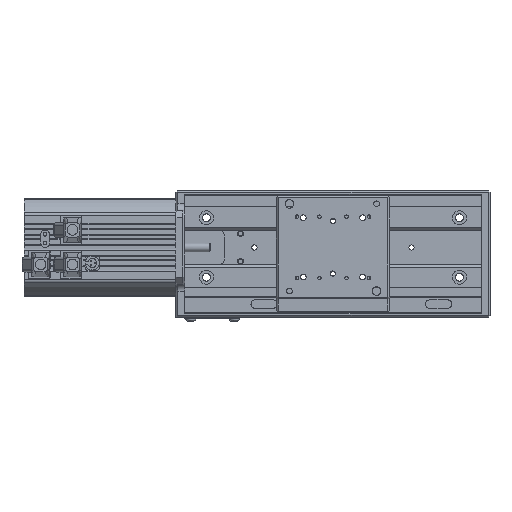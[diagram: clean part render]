
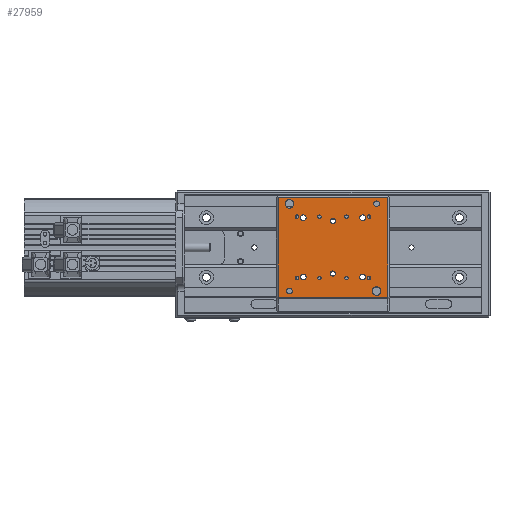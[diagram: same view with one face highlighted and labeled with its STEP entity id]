
A CAD part, top view. The second image highlights one B-rep face of the part: STEP entity #27959.
In plain terms, the highlighted planar face has unit normal (0, 0, 1).
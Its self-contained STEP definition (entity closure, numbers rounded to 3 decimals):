
#27002=CARTESIAN_POINT('',(65.866,-12.69,-9.));
#27003=VERTEX_POINT('',#27002);
#27004=CARTESIAN_POINT('',(64.86,-12.69,-9.));
#27005=DIRECTION('',(0.0,0.0,-1.0));
#27006=DIRECTION('',(1.0,0.0,0.0));
#27007=AXIS2_PLACEMENT_3D('',#27004,#27005,#27006);
#27008=CIRCLE('',#27007,1.006);
#27009=EDGE_CURVE('',#27003,#27003,#27008,.T.);
#27030=CARTESIAN_POINT('',(52.866,-12.69,-9.));
#27031=VERTEX_POINT('',#27030);
#27032=CARTESIAN_POINT('',(51.86,-12.69,-9.));
#27033=DIRECTION('',(0.0,0.0,-1.0));
#27034=DIRECTION('',(1.0,0.0,0.0));
#27035=AXIS2_PLACEMENT_3D('',#27032,#27033,#27034);
#27036=CIRCLE('',#27035,1.006);
#27037=EDGE_CURVE('',#27031,#27031,#27036,.T.);
#27058=CARTESIAN_POINT('',(65.866,22.49,-9.));
#27059=VERTEX_POINT('',#27058);
#27060=CARTESIAN_POINT('',(64.86,22.49,-9.));
#27061=DIRECTION('',(0.0,0.0,-1.0));
#27062=DIRECTION('',(1.0,0.0,0.0));
#27063=AXIS2_PLACEMENT_3D('',#27060,#27061,#27062);
#27064=CIRCLE('',#27063,1.006);
#27065=EDGE_CURVE('',#27059,#27059,#27064,.T.);
#27086=CARTESIAN_POINT('',(52.866,22.49,-9.));
#27087=VERTEX_POINT('',#27086);
#27088=CARTESIAN_POINT('',(51.86,22.49,-9.));
#27089=DIRECTION('',(0.0,0.0,-1.0));
#27090=DIRECTION('',(1.0,0.0,0.0));
#27091=AXIS2_PLACEMENT_3D('',#27088,#27089,#27090);
#27092=CIRCLE('',#27091,1.006);
#27093=EDGE_CURVE('',#27087,#27087,#27092,.T.);
#27114=CARTESIAN_POINT('',(37.366,-12.69,-9.));
#27115=VERTEX_POINT('',#27114);
#27116=CARTESIAN_POINT('',(36.36,-12.69,-9.));
#27117=DIRECTION('',(0.0,0.0,-1.0));
#27118=DIRECTION('',(1.0,0.0,0.0));
#27119=AXIS2_PLACEMENT_3D('',#27116,#27117,#27118);
#27120=CIRCLE('',#27119,1.006);
#27121=EDGE_CURVE('',#27115,#27115,#27120,.T.);
#27142=CARTESIAN_POINT('',(24.366,-12.69,-9.));
#27143=VERTEX_POINT('',#27142);
#27144=CARTESIAN_POINT('',(23.36,-12.69,-9.));
#27145=DIRECTION('',(0.0,0.0,-1.0));
#27146=DIRECTION('',(1.0,0.0,0.0));
#27147=AXIS2_PLACEMENT_3D('',#27144,#27145,#27146);
#27148=CIRCLE('',#27147,1.006);
#27149=EDGE_CURVE('',#27143,#27143,#27148,.T.);
#27170=CARTESIAN_POINT('',(37.366,22.49,-9.));
#27171=VERTEX_POINT('',#27170);
#27172=CARTESIAN_POINT('',(36.36,22.49,-9.));
#27173=DIRECTION('',(0.0,0.0,-1.0));
#27174=DIRECTION('',(1.0,0.0,0.0));
#27175=AXIS2_PLACEMENT_3D('',#27172,#27173,#27174);
#27176=CIRCLE('',#27175,1.006);
#27177=EDGE_CURVE('',#27171,#27171,#27176,.T.);
#27198=CARTESIAN_POINT('',(24.366,22.49,-9.));
#27199=VERTEX_POINT('',#27198);
#27200=CARTESIAN_POINT('',(23.36,22.49,-9.));
#27201=DIRECTION('',(0.0,0.0,-1.0));
#27202=DIRECTION('',(1.0,0.0,0.0));
#27203=AXIS2_PLACEMENT_3D('',#27200,#27201,#27202);
#27204=CIRCLE('',#27203,1.006);
#27205=EDGE_CURVE('',#27199,#27199,#27204,.T.);
#27252=CARTESIAN_POINT('',(75.61,-23.6,-9.));
#27253=VERTEX_POINT('',#27252);
#27395=CARTESIAN_POINT('',(12.61,-23.6,-9.));
#27396=VERTEX_POINT('',#27395);
#27434=CARTESIAN_POINT('',(12.61,-23.6,-9.));
#27435=DIRECTION('',(1.0,0.0,0.0));
#27436=VECTOR('',#27435,63.);
#27437=LINE('',#27434,#27436);
#27438=EDGE_CURVE('',#27396,#27253,#27437,.T.);
#27723=CARTESIAN_POINT('',(75.61,33.4,-9.));
#27724=VERTEX_POINT('',#27723);
#27731=CARTESIAN_POINT('',(75.61,33.4,-9.));
#27732=DIRECTION('',(0.0,-1.0,0.0));
#27733=VECTOR('',#27732,57.);
#27734=LINE('',#27731,#27733);
#27735=EDGE_CURVE('',#27724,#27253,#27734,.T.);
#27755=CARTESIAN_POINT('',(12.61,33.4,-9.));
#27756=VERTEX_POINT('',#27755);
#27763=CARTESIAN_POINT('',(12.61,33.4,-9.));
#27764=DIRECTION('',(1.0,0.0,0.0));
#27765=VECTOR('',#27764,63.);
#27766=LINE('',#27763,#27765);
#27767=EDGE_CURVE('',#27756,#27724,#27766,.T.);
#27802=CARTESIAN_POINT('',(12.61,-23.6,-9.));
#27803=DIRECTION('',(0.0,1.0,0.0));
#27804=VECTOR('',#27803,57.);
#27805=LINE('',#27802,#27804);
#27806=EDGE_CURVE('',#27396,#27756,#27805,.T.);
#27814=CARTESIAN_POINT('',(44.11,4.9,-9.));
#27815=DIRECTION('',(0.0,0.0,1.0));
#27816=DIRECTION('',(1.0,0.0,0.0));
#27817=AXIS2_PLACEMENT_3D('',#27814,#27815,#27816);
#27818=PLANE('',#27817);
#27819=ORIENTED_EDGE('',*,*,#27806,.F.);
#27820=ORIENTED_EDGE('',*,*,#27438,.T.);
#27821=ORIENTED_EDGE('',*,*,#27735,.F.);
#27822=ORIENTED_EDGE('',*,*,#27767,.F.);
#27823=EDGE_LOOP('',(#27819,#27820,#27821,#27822));
#27824=FACE_OUTER_BOUND('',#27823,.T.);
#27825=ORIENTED_EDGE('',*,*,#27009,.T.);
#27826=EDGE_LOOP('',(#27825));
#27827=FACE_BOUND('',#27826,.T.);
#27828=ORIENTED_EDGE('',*,*,#27037,.T.);
#27829=EDGE_LOOP('',(#27828));
#27830=FACE_BOUND('',#27829,.T.);
#27831=ORIENTED_EDGE('',*,*,#27065,.T.);
#27832=EDGE_LOOP('',(#27831));
#27833=FACE_BOUND('',#27832,.T.);
#27834=ORIENTED_EDGE('',*,*,#27093,.T.);
#27835=EDGE_LOOP('',(#27834));
#27836=FACE_BOUND('',#27835,.T.);
#27837=ORIENTED_EDGE('',*,*,#27121,.T.);
#27838=EDGE_LOOP('',(#27837));
#27839=FACE_BOUND('',#27838,.T.);
#27840=ORIENTED_EDGE('',*,*,#27149,.T.);
#27841=EDGE_LOOP('',(#27840));
#27842=FACE_BOUND('',#27841,.T.);
#27843=ORIENTED_EDGE('',*,*,#27177,.T.);
#27844=EDGE_LOOP('',(#27843));
#27845=FACE_BOUND('',#27844,.T.);
#27846=ORIENTED_EDGE('',*,*,#27205,.T.);
#27847=EDGE_LOOP('',(#27846));
#27848=FACE_BOUND('',#27847,.T.);
#27849=CARTESIAN_POINT('',(42.61,19.9,-9.));
#27850=VERTEX_POINT('',#27849);
#27851=CARTESIAN_POINT('',(44.11,19.9,-9.));
#27852=DIRECTION('',(0.0,0.0,1.0));
#27853=DIRECTION('',(1.0,0.0,0.0));
#27854=AXIS2_PLACEMENT_3D('',#27851,#27852,#27853);
#27855=CIRCLE('',#27854,1.5);
#27856=EDGE_CURVE('',#27850,#27850,#27855,.T.);
#27857=ORIENTED_EDGE('',*,*,#27856,.F.);
#27858=EDGE_LOOP('',(#27857));
#27859=FACE_BOUND('',#27858,.T.);
#27860=CARTESIAN_POINT('',(42.61,-10.1,-9.));
#27861=VERTEX_POINT('',#27860);
#27862=CARTESIAN_POINT('',(44.11,-10.1,-9.));
#27863=DIRECTION('',(0.0,0.0,1.0));
#27864=DIRECTION('',(1.0,0.0,0.0));
#27865=AXIS2_PLACEMENT_3D('',#27862,#27863,#27864);
#27866=CIRCLE('',#27865,1.5);
#27867=EDGE_CURVE('',#27861,#27861,#27866,.T.);
#27868=ORIENTED_EDGE('',*,*,#27867,.F.);
#27869=EDGE_LOOP('',(#27868));
#27870=FACE_BOUND('',#27869,.T.);
#27871=CARTESIAN_POINT('',(25.489,21.9,-9.));
#27872=VERTEX_POINT('',#27871);
#27873=CARTESIAN_POINT('',(27.11,21.9,-9.));
#27874=DIRECTION('',(0.0,0.0,1.0));
#27875=DIRECTION('',(1.0,0.0,0.0));
#27876=AXIS2_PLACEMENT_3D('',#27873,#27874,#27875);
#27877=CIRCLE('',#27876,1.621);
#27878=EDGE_CURVE('',#27872,#27872,#27877,.T.);
#27879=ORIENTED_EDGE('',*,*,#27878,.F.);
#27880=EDGE_LOOP('',(#27879));
#27881=FACE_BOUND('',#27880,.T.);
#27882=CARTESIAN_POINT('',(25.489,-12.1,-9.));
#27883=VERTEX_POINT('',#27882);
#27884=CARTESIAN_POINT('',(27.11,-12.1,-9.));
#27885=DIRECTION('',(0.0,0.0,1.0));
#27886=DIRECTION('',(1.0,0.0,0.0));
#27887=AXIS2_PLACEMENT_3D('',#27884,#27885,#27886);
#27888=CIRCLE('',#27887,1.621);
#27889=EDGE_CURVE('',#27883,#27883,#27888,.T.);
#27890=ORIENTED_EDGE('',*,*,#27889,.F.);
#27891=EDGE_LOOP('',(#27890));
#27892=FACE_BOUND('',#27891,.T.);
#27893=CARTESIAN_POINT('',(59.489,21.9,-9.));
#27894=VERTEX_POINT('',#27893);
#27895=CARTESIAN_POINT('',(61.11,21.9,-9.));
#27896=DIRECTION('',(0.0,0.0,1.0));
#27897=DIRECTION('',(1.0,0.0,0.0));
#27898=AXIS2_PLACEMENT_3D('',#27895,#27896,#27897);
#27899=CIRCLE('',#27898,1.621);
#27900=EDGE_CURVE('',#27894,#27894,#27899,.T.);
#27901=ORIENTED_EDGE('',*,*,#27900,.F.);
#27902=EDGE_LOOP('',(#27901));
#27903=FACE_BOUND('',#27902,.T.);
#27904=CARTESIAN_POINT('',(59.489,-12.1,-9.));
#27905=VERTEX_POINT('',#27904);
#27906=CARTESIAN_POINT('',(61.11,-12.1,-9.));
#27907=DIRECTION('',(0.0,0.0,1.0));
#27908=DIRECTION('',(1.0,0.0,0.0));
#27909=AXIS2_PLACEMENT_3D('',#27906,#27907,#27908);
#27910=CIRCLE('',#27909,1.621);
#27911=EDGE_CURVE('',#27905,#27905,#27910,.T.);
#27912=ORIENTED_EDGE('',*,*,#27911,.F.);
#27913=EDGE_LOOP('',(#27912));
#27914=FACE_BOUND('',#27913,.T.);
#27915=CARTESIAN_POINT('',(67.489,29.9,-9.));
#27916=VERTEX_POINT('',#27915);
#27917=CARTESIAN_POINT('',(69.11,29.9,-9.));
#27918=DIRECTION('',(0.0,0.0,1.0));
#27919=DIRECTION('',(1.0,0.0,0.0));
#27920=AXIS2_PLACEMENT_3D('',#27917,#27918,#27919);
#27921=CIRCLE('',#27920,1.621);
#27922=EDGE_CURVE('',#27916,#27916,#27921,.T.);
#27923=ORIENTED_EDGE('',*,*,#27922,.F.);
#27924=EDGE_LOOP('',(#27923));
#27925=FACE_BOUND('',#27924,.T.);
#27926=CARTESIAN_POINT('',(17.489,-20.1,-9.));
#27927=VERTEX_POINT('',#27926);
#27928=CARTESIAN_POINT('',(19.11,-20.1,-9.));
#27929=DIRECTION('',(0.0,0.0,1.0));
#27930=DIRECTION('',(1.0,0.0,0.0));
#27931=AXIS2_PLACEMENT_3D('',#27928,#27929,#27930);
#27932=CIRCLE('',#27931,1.621);
#27933=EDGE_CURVE('',#27927,#27927,#27932,.T.);
#27934=ORIENTED_EDGE('',*,*,#27933,.F.);
#27935=EDGE_LOOP('',(#27934));
#27936=FACE_BOUND('',#27935,.T.);
#27937=CARTESIAN_POINT('',(16.651,29.9,-9.));
#27938=VERTEX_POINT('',#27937);
#27939=CARTESIAN_POINT('',(19.11,29.9,-9.));
#27940=DIRECTION('',(0.0,0.0,1.0));
#27941=DIRECTION('',(1.0,0.0,0.0));
#27942=AXIS2_PLACEMENT_3D('',#27939,#27940,#27941);
#27943=CIRCLE('',#27942,2.459);
#27944=EDGE_CURVE('',#27938,#27938,#27943,.T.);
#27945=ORIENTED_EDGE('',*,*,#27944,.F.);
#27946=EDGE_LOOP('',(#27945));
#27947=FACE_BOUND('',#27946,.T.);
#27948=CARTESIAN_POINT('',(66.651,-20.1,-9.));
#27949=VERTEX_POINT('',#27948);
#27950=CARTESIAN_POINT('',(69.11,-20.1,-9.));
#27951=DIRECTION('',(0.0,0.0,1.0));
#27952=DIRECTION('',(1.0,0.0,0.0));
#27953=AXIS2_PLACEMENT_3D('',#27950,#27951,#27952);
#27954=CIRCLE('',#27953,2.459);
#27955=EDGE_CURVE('',#27949,#27949,#27954,.T.);
#27956=ORIENTED_EDGE('',*,*,#27955,.F.);
#27957=EDGE_LOOP('',(#27956));
#27958=FACE_BOUND('',#27957,.T.);
#27959=ADVANCED_FACE('',(#27824,#27827,#27830,#27833,#27836,#27839,#27842,#27845,#27848,#27859,#27870,#27881,#27892,#27903,#27914,#27925,#27936,#27947,#27958),#27818,.T.);
